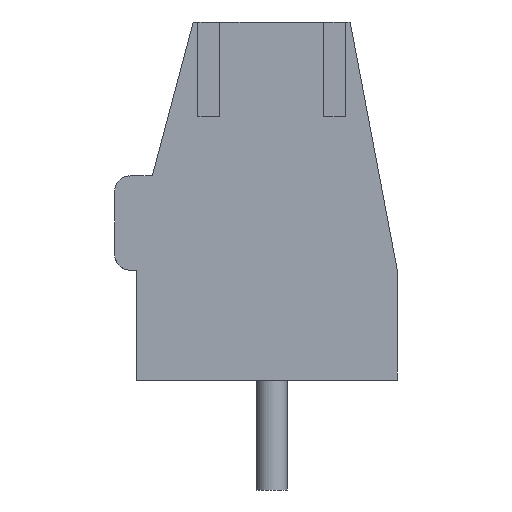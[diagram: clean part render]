
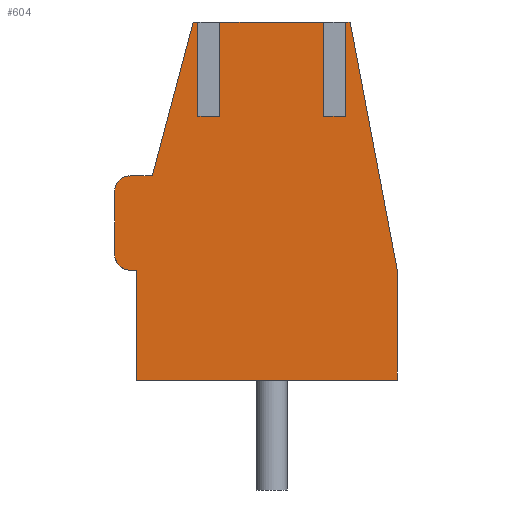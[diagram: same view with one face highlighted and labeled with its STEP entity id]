
A CAD part, front view. The second image highlights one B-rep face of the part: STEP entity #604.
In plain terms, the highlighted planar face has unit normal (0, -1, 0).
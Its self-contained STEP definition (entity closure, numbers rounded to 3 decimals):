
#13=DIRECTION('',(0.,0.,1.));
#14=DIRECTION('',(1.,0.,0.));
#84=VERTEX_POINT('',#85);
#85=CARTESIAN_POINT('',(4.,-40.,0.));
#88=DIRECTION('',(0.,-1.,0.));
#89=ORIENTED_EDGE('',*,*,#90,.T.);
#90=EDGE_CURVE('',#84,#91,#93,.T.);
#91=VERTEX_POINT('',#92);
#92=CARTESIAN_POINT('',(4.,-40.,3.5));
#93=LINE('',#85,#94);
#94=VECTOR('',#13,1.);
#105=DIRECTION('',(-1.,0.,0.));
#114=VECTOR('',#14,1.);
#126=VECTOR('',#105,1.);
#519=VERTEX_POINT('',#520);
#520=CARTESIAN_POINT('',(-4.3,-40.,0.));
#521=ORIENTED_EDGE('',*,*,#522,.T.);
#522=EDGE_CURVE('',#519,#84,#523,.T.);
#523=LINE('',#520,#114);
#531=ORIENTED_EDGE('',*,*,#532,.T.);
#532=EDGE_CURVE('',#91,#533,#535,.T.);
#533=VERTEX_POINT('',#534);
#534=CARTESIAN_POINT('',(2.5,-40.,11.4));
#535=LINE('',#92,#536);
#536=VECTOR('',#537,1.);
#537=DIRECTION('',(-0.187,0.,0.982));
#564=VECTOR('',#565,1.);
#565=DIRECTION('',(-0.256,0.,-0.967));
#583=VECTOR('',#584,1.);
#584=DIRECTION('',(0.,0.,-1.));
#604=ADVANCED_FACE('',(#605),#693,.T.);
#605=FACE_BOUND('',#606,.T.);
#606=EDGE_LOOP('',(#607,#521,#89,#531,#612,#617,#623,#629,#635,#639,#645,#651,#657,#661,#666,#671,#678,#683,#690));
#607=ORIENTED_EDGE('',*,*,#608,.T.);
#608=EDGE_CURVE('',#609,#519,#611,.T.);
#609=VERTEX_POINT('',#610);
#610=CARTESIAN_POINT('',(-4.3,-40.,3.5));
#611=LINE('',#610,#583);
#612=ORIENTED_EDGE('',*,*,#613,.T.);
#613=EDGE_CURVE('',#533,#614,#616,.T.);
#614=VERTEX_POINT('',#615);
#615=CARTESIAN_POINT('',(2.35,-40.,11.4));
#616=LINE('',#534,#126);
#617=ORIENTED_EDGE('',*,*,#618,.F.);
#618=EDGE_CURVE('',#619,#614,#621,.T.);
#619=VERTEX_POINT('',#620);
#620=CARTESIAN_POINT('',(2.35,-40.,8.4));
#621=LINE('',#622,#94);
#622=CARTESIAN_POINT('',(2.35,-40.,6.809));
#623=ORIENTED_EDGE('',*,*,#624,.T.);
#624=EDGE_CURVE('',#619,#625,#627,.T.);
#625=VERTEX_POINT('',#626);
#626=CARTESIAN_POINT('',(1.65,-40.,8.4));
#627=LINE('',#628,#126);
#628=CARTESIAN_POINT('',(0.648,-40.,8.4));
#629=ORIENTED_EDGE('',*,*,#630,.T.);
#630=EDGE_CURVE('',#625,#631,#633,.T.);
#631=VERTEX_POINT('',#632);
#632=CARTESIAN_POINT('',(1.65,-40.,11.4));
#633=LINE('',#634,#94);
#634=CARTESIAN_POINT('',(1.65,-40.,6.809));
#635=ORIENTED_EDGE('',*,*,#636,.T.);
#636=EDGE_CURVE('',#631,#637,#616,.T.);
#637=VERTEX_POINT('',#638);
#638=CARTESIAN_POINT('',(-1.65,-40.,11.4));
#639=ORIENTED_EDGE('',*,*,#640,.F.);
#640=EDGE_CURVE('',#641,#637,#643,.T.);
#641=VERTEX_POINT('',#642);
#642=CARTESIAN_POINT('',(-1.65,-40.,8.4));
#643=LINE('',#644,#94);
#644=CARTESIAN_POINT('',(-1.65,-40.,6.809));
#645=ORIENTED_EDGE('',*,*,#646,.T.);
#646=EDGE_CURVE('',#641,#647,#649,.T.);
#647=VERTEX_POINT('',#648);
#648=CARTESIAN_POINT('',(-2.35,-40.,8.4));
#649=LINE('',#650,#126);
#650=CARTESIAN_POINT('',(-1.352,-40.,8.4));
#651=ORIENTED_EDGE('',*,*,#652,.T.);
#652=EDGE_CURVE('',#647,#653,#655,.T.);
#653=VERTEX_POINT('',#654);
#654=CARTESIAN_POINT('',(-2.35,-40.,11.4));
#655=LINE('',#656,#94);
#656=CARTESIAN_POINT('',(-2.35,-40.,6.809));
#657=ORIENTED_EDGE('',*,*,#658,.T.);
#658=EDGE_CURVE('',#653,#659,#616,.T.);
#659=VERTEX_POINT('',#660);
#660=CARTESIAN_POINT('',(-2.5,-40.,11.4));
#661=ORIENTED_EDGE('',*,*,#662,.T.);
#662=EDGE_CURVE('',#659,#663,#665,.T.);
#663=VERTEX_POINT('',#664);
#664=CARTESIAN_POINT('',(-3.8,-40.,6.5));
#665=LINE('',#660,#564);
#666=ORIENTED_EDGE('',*,*,#667,.T.);
#667=EDGE_CURVE('',#663,#668,#670,.T.);
#668=VERTEX_POINT('',#669);
#669=CARTESIAN_POINT('',(-4.5,-40.,6.5));
#670=LINE('',#664,#126);
#671=ORIENTED_EDGE('',*,*,#672,.T.);
#672=EDGE_CURVE('',#668,#673,#675,.T.);
#673=VERTEX_POINT('',#674);
#674=CARTESIAN_POINT('',(-5.,-40.,6.));
#675=ELLIPSE('',#676,0.5,0.5);
#676=AXIS2_PLACEMENT_3D('',#677,#88,#14);
#677=CARTESIAN_POINT('',(-4.5,-40.,6.));
#678=ORIENTED_EDGE('',*,*,#679,.T.);
#679=EDGE_CURVE('',#673,#680,#682,.T.);
#680=VERTEX_POINT('',#681);
#681=CARTESIAN_POINT('',(-5.,-40.,4.));
#682=LINE('',#674,#583);
#683=ORIENTED_EDGE('',*,*,#684,.T.);
#684=EDGE_CURVE('',#680,#685,#687,.T.);
#685=VERTEX_POINT('',#686);
#686=CARTESIAN_POINT('',(-4.5,-40.,3.5));
#687=ELLIPSE('',#688,0.5,0.5);
#688=AXIS2_PLACEMENT_3D('',#689,#88,#14);
#689=CARTESIAN_POINT('',(-4.5,-40.,4.));
#690=ORIENTED_EDGE('',*,*,#691,.T.);
#691=EDGE_CURVE('',#685,#609,#692,.T.);
#692=LINE('',#686,#114);
#693=PLANE('',#694);
#694=AXIS2_PLACEMENT_3D('',#695,#88,#584);
#695=CARTESIAN_POINT('',(-0.354,-40.,5.217));
